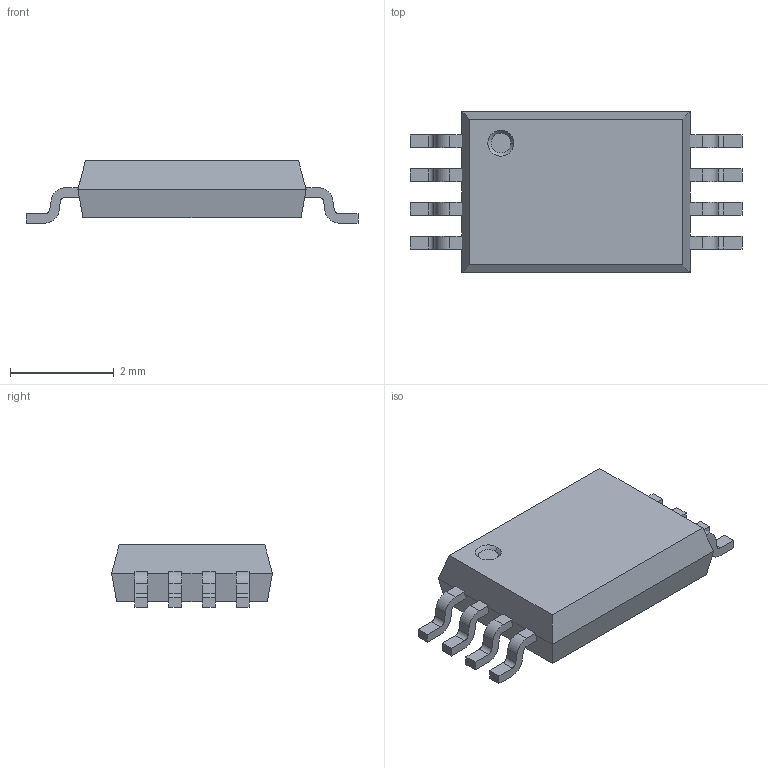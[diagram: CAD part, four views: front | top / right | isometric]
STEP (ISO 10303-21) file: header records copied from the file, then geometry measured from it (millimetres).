
FILE_DESCRIPTION (( 'STEP AP214' ), '1' );
FILE_NAME ('E471A7EE-2EC9-444A-B275-5DEB0F0706FD.STEP', '2022-11-09T09:17:31', ( '' ), ( '' ), 'SwSTEP 2.0', 'SolidWorks 2022', '' );
FILE_SCHEMA (( 'AUTOMOTIVE_DESIGN' ));
Length unit declared in the file: millimetre
Products named in the file (1): E471A7EE-2EC9-444A-B275-5DEB0F0706FD
Bounding box: 6.4 x 3.1 x 1.2 mm (x, y, z)
Volume: 14.5 mm3; surface area: 49.7 mm2
Topology: 3 solids, 3 shells, 119 faces, 332 edges, 220 vertices
Faces by surface type: plane 85, cylinder 32, cone 2
Entity records: 5163 total; most frequent: CARTESIAN_POINT 672, ORIENTED_EDGE 664, DIRECTION 640, EDGE_CURVE 332, VECTOR 264, LINE 264, VERTEX_POINT 220, AXIS2_PLACEMENT_3D 188
